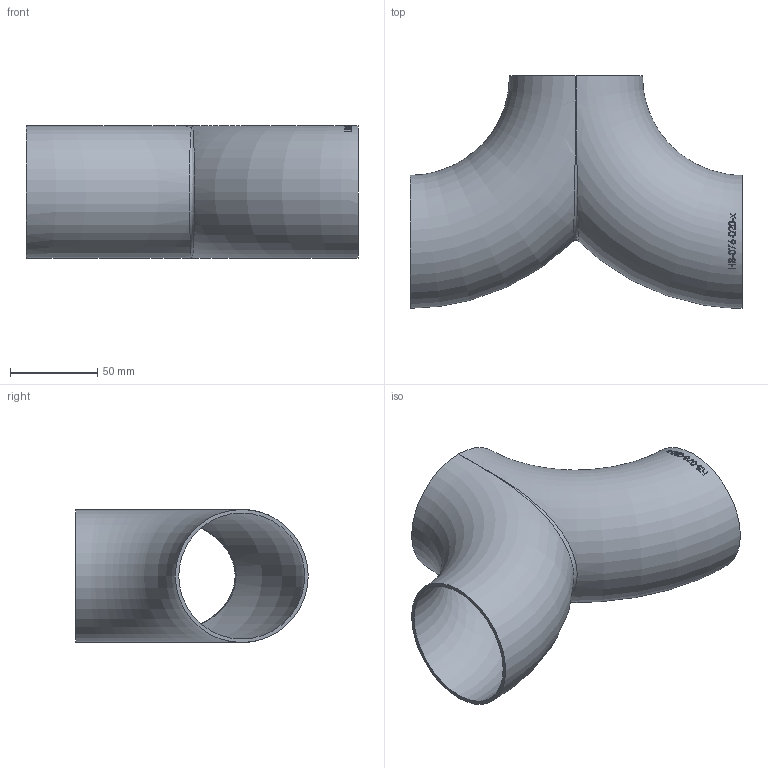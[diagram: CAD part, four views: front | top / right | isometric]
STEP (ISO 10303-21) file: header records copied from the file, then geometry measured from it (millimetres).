
FILE_DESCRIPTION (( 'STEP AP214' ), '1' );
FILE_NAME ('HB-076-020-x Hosenbogen 1909.STEP', '2019-09-17T12:05:51', ( '' ), ( '' ), 'SwSTEP 2.0', 'SolidWorks 2016', '' );
FILE_SCHEMA (( 'AUTOMOTIVE_DESIGN' ));
Length unit declared in the file: millimetre
Products named in the file (1): HB-076-020-x Hosenbogen 1909
Bounding box: 190 x 133.05 x 76.1 mm (x, y, z)
Volume: 104492.3 mm3; surface area: 105861.2 mm2
Topology: 1 solids, 1 shells, 138 faces, 355 edges, 232 vertices
Faces by surface type: plane 63, bspline 53, torus 22
Entity records: 9240 total; most frequent: CARTESIAN_POINT 5102, ORIENTED_EDGE 690, EDGE_CURVE 345, DIRECTION 299, VERTEX_POINT 230, B_SPLINE_CURVE_WITH_KNOTS 226, EDGE_LOOP 163, FACE_OUTER_BOUND 142
